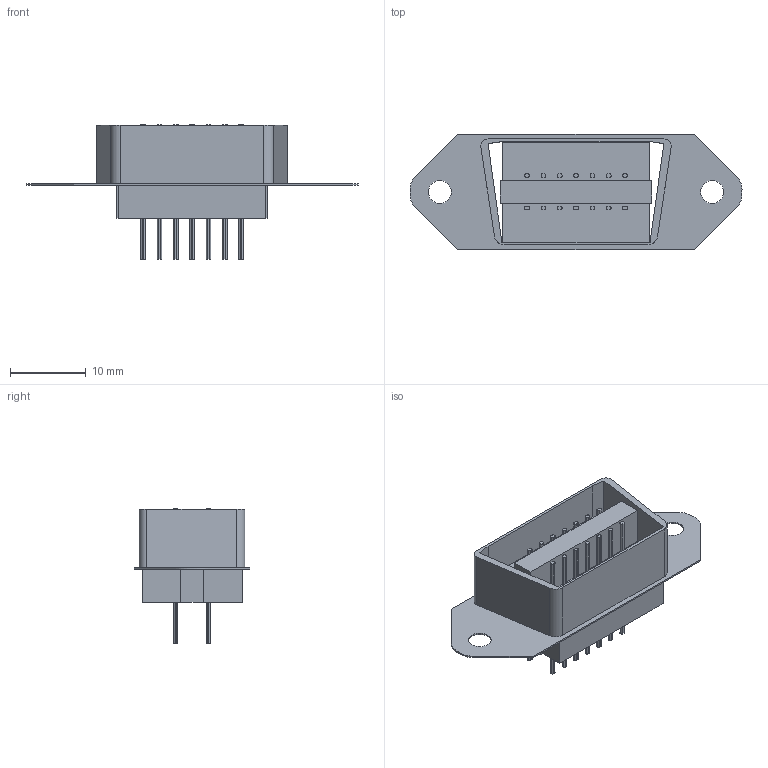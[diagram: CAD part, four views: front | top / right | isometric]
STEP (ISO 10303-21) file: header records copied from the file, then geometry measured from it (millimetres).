
FILE_DESCRIPTION(('FreeCAD Model'),'2;1');
FILE_NAME('Open CASCADE Shape Model','2022-03-06T17:47:59',('Doomn00b'), (''),'Open CASCADE STEP processor 7.5','FreeCAD','Unknown');
FILE_SCHEMA(('AUTOMOTIVE_DESIGN { 1 0 10303 214 1 1 1 1 }'));
Length unit declared in the file: millimetre
Products named in the file (18): Printer_port_Vertical; Box020; Box004; Pins; pin1; pin002; pin003; pin004; pin005; pin006; pin007; pin008; pin010; pin009; pin011; pin012; pin013; pin014
Assembly tree (17 placements, depth 3):
  Printer_port_Vertical
    Box020
    Box004
    Pins
      pin1
      pin002
      pin003
      pin004
      pin005
      pin006
      pin007
      pin008
      pin010
      pin009
      pin011
      pin012
      pin013
      pin014
Bounding box: 43.9 x 15.3 x 17.8 mm (x, y, z)
Volume: 2650.3 mm3; surface area: 3436.4 mm2
Topology: 16 solids, 16 shells, 195 faces, 478 edges, 316 vertices
Faces by surface type: plane 129, cylinder 66
Full cylindrical faces by diameter (mm): 3.05 x2
Entity records: 6202 total; most frequent: DIRECTION 1036, CARTESIAN_POINT 1007, ORIENTED_EDGE 956, EDGE_CURVE 478, LINE 346, VECTOR 346, AXIS2_PLACEMENT_3D 345, VERTEX_POINT 316
